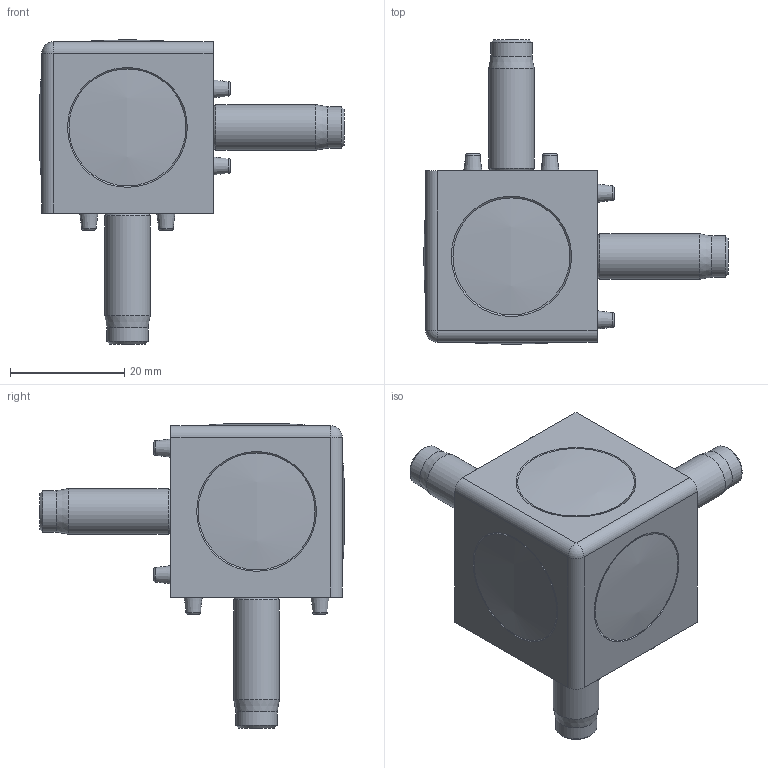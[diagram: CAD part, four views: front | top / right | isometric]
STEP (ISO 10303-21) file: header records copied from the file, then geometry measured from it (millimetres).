
FILE_DESCRIPTION(/* description */ (''),/* implementation_level */ '2;1');
FILE_NAME(/* name */ 'VB-2160_Würfelverbindersatz_3D30-8.stp',/* time_stamp */ '2020-07-21T11:44:15+02:00',/* author */ ('jmaun'),/* organization */ (''),/* preprocessor_version */ 'ST-DEVELOPER v17',/* originating_system */ 'Autodesk Inventor 2019',/* authorisation */ '');
FILE_SCHEMA (('AUTOMOTIVE_DESIGN { 1 0 10303 214 3 1 1 }'));
Length unit declared in the file: millimetre
Products named in the file (1): VB-2160_Würfelverbindersatz_3D30-8
Bounding box: 53.37 x 53.37 x 53.37 mm (x, y, z)
Volume: 20583.2 mm3; surface area: 14082.1 mm2
Topology: 7 solids, 7 shells, 494 faces, 1435 edges, 977 vertices
Faces by surface type: plane 322, cylinder 75, torus 45, cone 45, sphere 4, bspline 3
Full cylindrical faces by diameter (mm): 7 x3, 7.25 x3, 8 x3, 9 x3, 16 x3, 16.8 x3
Entity records: 20888 total; most frequent: CARTESIAN_POINT 7289, ORIENTED_EDGE 2868, DIRECTION 2742, EDGE_CURVE 1434, AXIS2_PLACEMENT_3D 1155, VERTEX_POINT 977, CIRCLE 646, EDGE_LOOP 527
